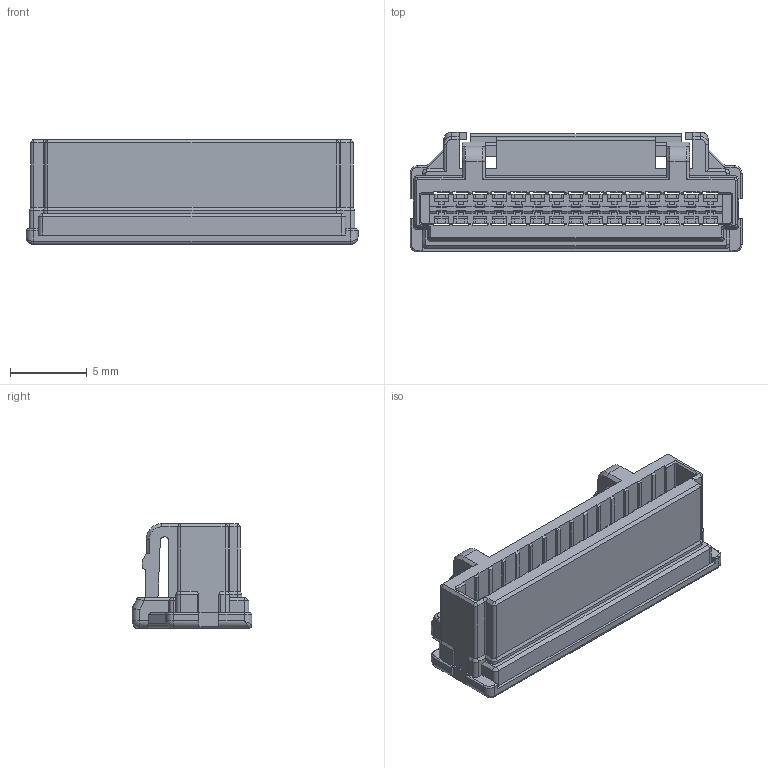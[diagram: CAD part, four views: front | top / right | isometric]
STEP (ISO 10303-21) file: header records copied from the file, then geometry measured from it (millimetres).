
FILE_DESCRIPTION((''),'2;1');
FILE_NAME('5031103000','2016-09-01T',('rlalsangi'),(''),'PRO/ENGINEER BY PARAMETRIC TECHNOLOGY CORPORATION, 2012310','PRO/ENGINEER BY PARAMETRIC TECHNOLOGY CORPORATION, 2012310','');
FILE_SCHEMA(('CONFIG_CONTROL_DESIGN'));
Length unit declared in the file: millimetre
Products named in the file (1): 5031103000
Bounding box: 21.6 x 7.8 x 6.8 mm (x, y, z)
Volume: 491.3 mm3; surface area: 1328.3 mm2
Topology: 1 solids, 1 shells, 1460 faces, 4299 edges, 2818 vertices
Faces by surface type: plane 1349, cylinder 71, cone 26, bspline 6, torus 4, sphere 4
Entity records: 47866 total; most frequent: CARTESIAN_POINT 8990, ORIENTED_EDGE 8466, DIRECTION 7309, EDGE_CURVE 4233, VECTOR 4123, LINE 4123, VERTEX_POINT 2752, AXIS2_PLACEMENT_3D 1593
